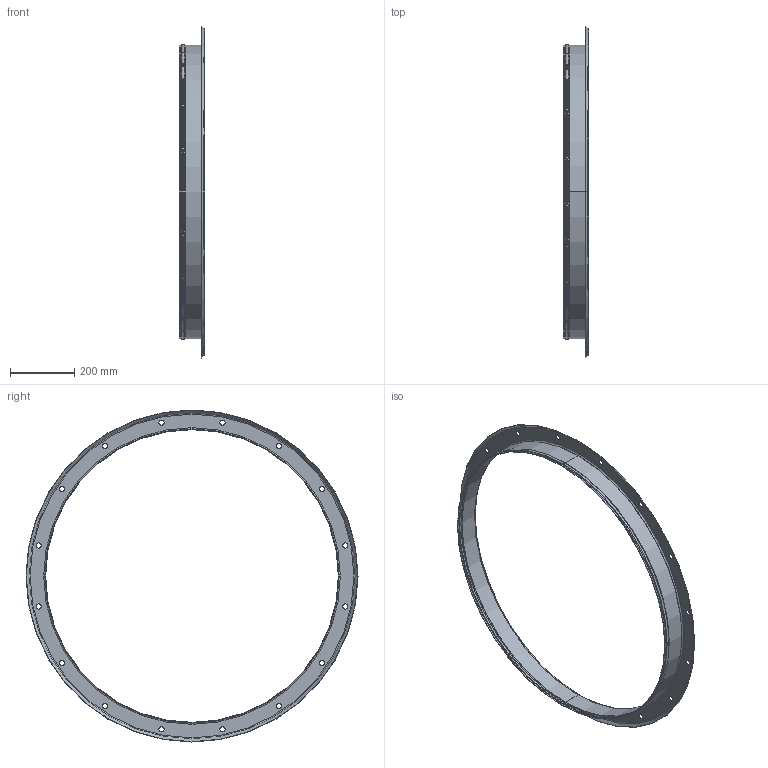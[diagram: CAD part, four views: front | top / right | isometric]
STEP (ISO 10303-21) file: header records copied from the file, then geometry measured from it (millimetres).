
FILE_DESCRIPTION (( 'STEP AP203' ), '1' );
FILE_NAME ('5BO1590_CCfc 90.STEP', '2022-02-25T07:37:56', ( '' ), ( '' ), 'SwSTEP 2.0', 'SolidWorks 2018', '' );
FILE_SCHEMA (( 'CONFIG_CONTROL_DESIGN' ));
Length unit declared in the file: millimetre
Products named in the file (1): 5BO1590_CCfc 90
Bounding box: 80 x 1030 x 1030 mm (x, y, z)
Volume: 621554.8 mm3; surface area: 839077.5 mm2
Topology: 1 solids, 1 shells, 69 faces, 170 edges, 104 vertices
Faces by surface type: cylinder 40, torus 20, cone 6, plane 3
Entity records: 2229 total; most frequent: DIRECTION 434, CARTESIAN_POINT 344, ORIENTED_EDGE 340, AXIS2_PLACEMENT_3D 194, EDGE_CURVE 170, CIRCLE 124, EDGE_LOOP 104, VERTEX_POINT 104
